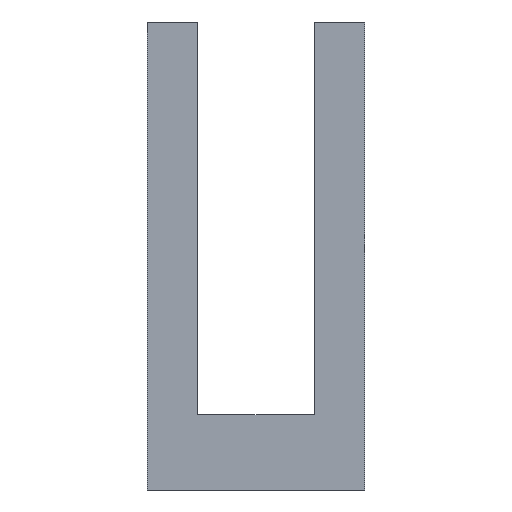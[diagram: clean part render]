
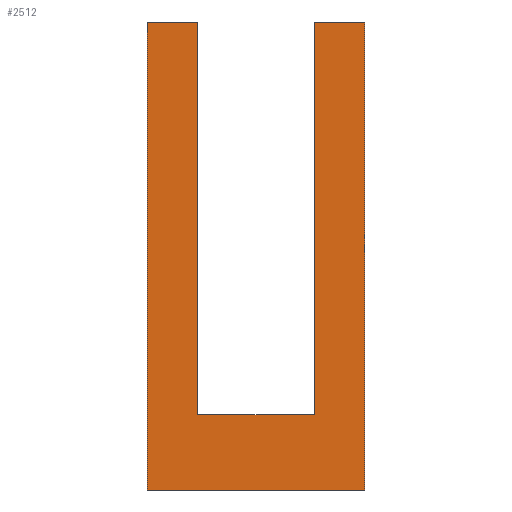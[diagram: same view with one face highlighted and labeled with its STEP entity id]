
A CAD part, front view. The second image highlights one B-rep face of the part: STEP entity #2512.
In plain terms, the highlighted planar face has unit normal (0, -1, 0).
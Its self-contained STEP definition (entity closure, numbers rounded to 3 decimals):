
#80 = VERTEX_POINT ( 'NONE', #516 ) ;
#130 = VECTOR ( 'NONE', #246, 1000. ) ;
#151 = CARTESIAN_POINT ( 'NONE',  ( 0., -53.5, -19.125 ) ) ;
#168 = LINE ( 'NONE', #151, #906 ) ;
#190 = CARTESIAN_POINT ( 'NONE',  ( 7., -53.5, 0. ) ) ;
#223 = DIRECTION ( 'NONE',  ( 0., 0., -1. ) ) ;
#246 = DIRECTION ( 'NONE',  ( 1., 0., 0. ) ) ;
#318 = CARTESIAN_POINT ( 'NONE',  ( 7., -53.5, 0. ) ) ;
#335 = EDGE_CURVE ( 'NONE', #1992, #3322, #2084, .T. ) ;
#470 = CARTESIAN_POINT ( 'NONE',  ( 23., -53.5, -54.146 ) ) ;
#486 = LINE ( 'NONE', #779, #3421 ) ;
#516 = CARTESIAN_POINT ( 'NONE',  ( 7., -53.5, -54.146 ) ) ;
#639 = CARTESIAN_POINT ( 'NONE',  ( 23., -53.5, 0. ) ) ;
#669 = DIRECTION ( 'NONE',  ( 0., 0., -1. ) ) ;
#741 = ORIENTED_EDGE ( 'NONE', *, *, #3599, .F. ) ;
#758 = ORIENTED_EDGE ( 'NONE', *, *, #2887, .T. ) ;
#779 = CARTESIAN_POINT ( 'NONE',  ( 7., -53.5, -64.5 ) ) ;
#906 = VECTOR ( 'NONE', #1571, 1000. ) ;
#978 = EDGE_CURVE ( 'NONE', #1992, #3245, #1796, .T. ) ;
#1164 = EDGE_CURVE ( 'NONE', #1266, #3640, #486, .T. ) ;
#1239 = DIRECTION ( 'NONE',  ( 1., 0., 0. ) ) ;
#1266 = VERTEX_POINT ( 'NONE', #2299 ) ;
#1294 = CARTESIAN_POINT ( 'NONE',  ( 30., -53.5, 0. ) ) ;
#1338 = ORIENTED_EDGE ( 'NONE', *, *, #3509, .F. ) ;
#1370 = CARTESIAN_POINT ( 'NONE',  ( 30., -53.5, 0. ) ) ;
#1478 = VERTEX_POINT ( 'NONE', #2934 ) ;
#1550 = PLANE ( 'NONE',  #2065 ) ;
#1567 = ORIENTED_EDGE ( 'NONE', *, *, #1164, .F. ) ;
#1571 = DIRECTION ( 'NONE',  ( 0., 0., -1. ) ) ;
#1627 = ORIENTED_EDGE ( 'NONE', *, *, #2675, .F. ) ;
#1706 = EDGE_CURVE ( 'NONE', #1478, #3640, #168, .T. ) ;
#1779 = VERTEX_POINT ( 'NONE', #190 ) ;
#1796 = LINE ( 'NONE', #2354, #2243 ) ;
#1884 = DIRECTION ( 'NONE',  ( -1., 0., 0. ) ) ;
#1903 = ORIENTED_EDGE ( 'NONE', *, *, #335, .F. ) ;
#1963 = CARTESIAN_POINT ( 'NONE',  ( 0., -53.5, -64.5 ) ) ;
#1973 = EDGE_LOOP ( 'NONE', ( #1567, #741, #1903, #2442, #1338, #1627, #758, #3284 ) ) ;
#1992 = VERTEX_POINT ( 'NONE', #639 ) ;
#2003 = VECTOR ( 'NONE', #2018, 1000. ) ;
#2018 = DIRECTION ( 'NONE',  ( 0., 0., -1. ) ) ;
#2065 = AXIS2_PLACEMENT_3D ( 'NONE', #3176, #2686, #669 ) ;
#2084 = LINE ( 'NONE', #2341, #2823 ) ;
#2243 = VECTOR ( 'NONE', #3482, 1000. ) ;
#2299 = CARTESIAN_POINT ( 'NONE',  ( 30., -53.5, -64.5 ) ) ;
#2341 = CARTESIAN_POINT ( 'NONE',  ( 23., -53.5, 0. ) ) ;
#2354 = CARTESIAN_POINT ( 'NONE',  ( 23., -53.5, 0. ) ) ;
#2411 = LINE ( 'NONE', #1294, #2837 ) ;
#2421 = LINE ( 'NONE', #3545, #2892 ) ;
#2442 = ORIENTED_EDGE ( 'NONE', *, *, #978, .T. ) ;
#2468 = LINE ( 'NONE', #3296, #130 ) ;
#2512 = ADVANCED_FACE ( 'NONE', ( #2956 ), #1550, .T. ) ;
#2675 = EDGE_CURVE ( 'NONE', #1779, #80, #3438, .T. ) ;
#2686 = DIRECTION ( 'NONE',  ( 0., -1., 0. ) ) ;
#2738 = DIRECTION ( 'NONE',  ( -1., 0., 0. ) ) ;
#2823 = VECTOR ( 'NONE', #1239, 1000. ) ;
#2837 = VECTOR ( 'NONE', #223, 1000. ) ;
#2887 = EDGE_CURVE ( 'NONE', #1779, #1478, #2421, .T. ) ;
#2892 = VECTOR ( 'NONE', #2738, 1000. ) ;
#2934 = CARTESIAN_POINT ( 'NONE',  ( 0., -53.5, 0. ) ) ;
#2956 = FACE_OUTER_BOUND ( 'NONE', #1973, .T. ) ;
#3176 = CARTESIAN_POINT ( 'NONE',  ( 7., -53.5, 0. ) ) ;
#3245 = VERTEX_POINT ( 'NONE', #470 ) ;
#3284 = ORIENTED_EDGE ( 'NONE', *, *, #1706, .T. ) ;
#3296 = CARTESIAN_POINT ( 'NONE',  ( 11.5, -53.5, -54.146 ) ) ;
#3322 = VERTEX_POINT ( 'NONE', #1370 ) ;
#3421 = VECTOR ( 'NONE', #1884, 1000. ) ;
#3438 = LINE ( 'NONE', #318, #2003 ) ;
#3482 = DIRECTION ( 'NONE',  ( 0., 0., -1. ) ) ;
#3509 = EDGE_CURVE ( 'NONE', #80, #3245, #2468, .T. ) ;
#3545 = CARTESIAN_POINT ( 'NONE',  ( 7., -53.5, 0. ) ) ;
#3599 = EDGE_CURVE ( 'NONE', #3322, #1266, #2411, .T. ) ;
#3640 = VERTEX_POINT ( 'NONE', #1963 ) ;
